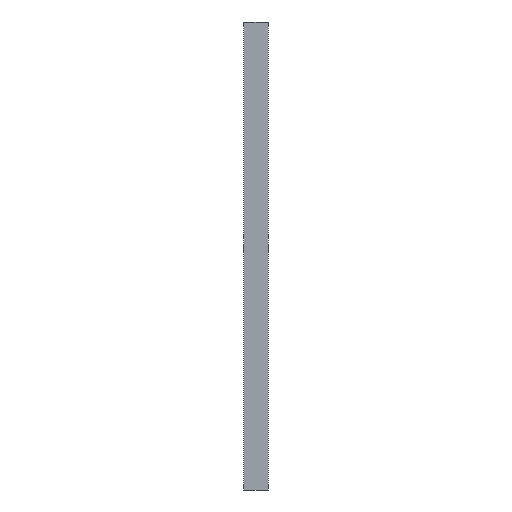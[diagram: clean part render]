
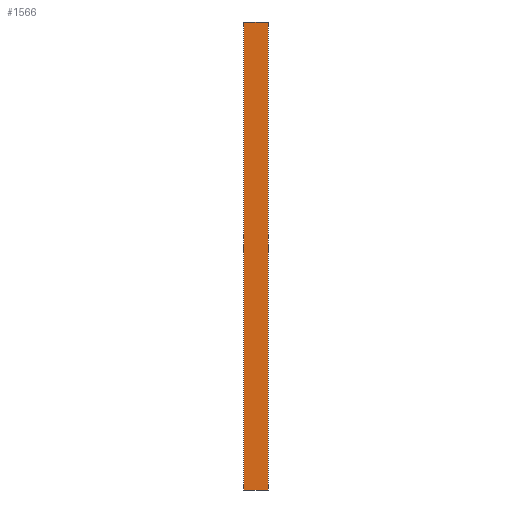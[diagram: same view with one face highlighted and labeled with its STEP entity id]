
A CAD part, front view. The second image highlights one B-rep face of the part: STEP entity #1566.
In plain terms, the highlighted planar face has unit normal (0, -1, 0).
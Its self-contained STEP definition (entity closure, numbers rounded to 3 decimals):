
#24 = VECTOR ( 'NONE', #1180, 1000. ) ;
#55 = CARTESIAN_POINT ( 'NONE',  ( 77., 0., 1500. ) ) ;
#60 = VERTEX_POINT ( 'NONE', #1142 ) ;
#94 = DIRECTION ( 'NONE',  ( 0., -1., 0. ) ) ;
#118 = ORIENTED_EDGE ( 'NONE', *, *, #1392, .F. ) ;
#131 = VERTEX_POINT ( 'NONE', #1499 ) ;
#177 = VERTEX_POINT ( 'NONE', #209 ) ;
#193 = CARTESIAN_POINT ( 'NONE',  ( 79., 0., 1500. ) ) ;
#207 = DIRECTION ( 'NONE',  ( 0., 0., -1. ) ) ;
#209 = CARTESIAN_POINT ( 'NONE',  ( 77., 0., -1500. ) ) ;
#360 = CARTESIAN_POINT ( 'NONE',  ( 79., 0., -1500. ) ) ;
#368 = EDGE_CURVE ( 'NONE', #759, #131, #1250, .T. ) ;
#449 = EDGE_CURVE ( 'NONE', #60, #759, #612, .T. ) ;
#511 = DIRECTION ( 'NONE',  ( -1., 0., 0. ) ) ;
#612 = LINE ( 'NONE', #193, #1594 ) ;
#648 = DIRECTION ( 'NONE',  ( -1., 0., 0. ) ) ;
#759 = VERTEX_POINT ( 'NONE', #1309 ) ;
#942 = AXIS2_PLACEMENT_3D ( 'NONE', #991, #94, #1131 ) ;
#991 = CARTESIAN_POINT ( 'NONE',  ( 79., 0., 1500. ) ) ;
#1131 = DIRECTION ( 'NONE',  ( 0., 0., -1. ) ) ;
#1142 = CARTESIAN_POINT ( 'NONE',  ( 77., 0., 1500. ) ) ;
#1171 = FACE_OUTER_BOUND ( 'NONE', #1485, .T. ) ;
#1180 = DIRECTION ( 'NONE',  ( 0., 0., -1. ) ) ;
#1250 = LINE ( 'NONE', #1858, #24 ) ;
#1309 = CARTESIAN_POINT ( 'NONE',  ( -77., 0., 1500. ) ) ;
#1351 = ORIENTED_EDGE ( 'NONE', *, *, #449, .T. ) ;
#1392 = EDGE_CURVE ( 'NONE', #60, #177, #1826, .T. ) ;
#1399 = LINE ( 'NONE', #360, #1745 ) ;
#1410 = EDGE_CURVE ( 'NONE', #177, #131, #1399, .T. ) ;
#1475 = ORIENTED_EDGE ( 'NONE', *, *, #1410, .F. ) ;
#1485 = EDGE_LOOP ( 'NONE', ( #1475, #118, #1351, #1497 ) ) ;
#1496 = VECTOR ( 'NONE', #207, 1000. ) ;
#1497 = ORIENTED_EDGE ( 'NONE', *, *, #368, .T. ) ;
#1499 = CARTESIAN_POINT ( 'NONE',  ( -77., 0., -1500. ) ) ;
#1566 = ADVANCED_FACE ( 'NONE', ( #1171 ), #1720, .T. ) ;
#1594 = VECTOR ( 'NONE', #648, 1000. ) ;
#1720 = PLANE ( 'NONE',  #942 ) ;
#1745 = VECTOR ( 'NONE', #511, 1000. ) ;
#1826 = LINE ( 'NONE', #55, #1496 ) ;
#1858 = CARTESIAN_POINT ( 'NONE',  ( -77., 0., 1500. ) ) ;
